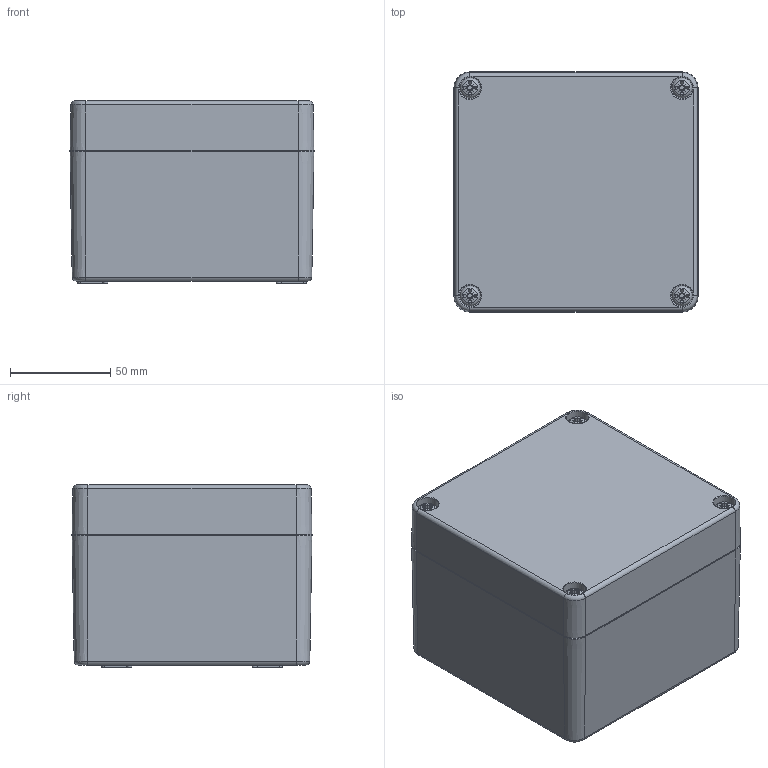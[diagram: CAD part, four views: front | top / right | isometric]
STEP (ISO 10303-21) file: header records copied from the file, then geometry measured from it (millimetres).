
FILE_DESCRIPTION((''),'2;1');
FILE_NAME('0201101100-MBP_121290_VE.stp','2015-08-26T13:57:40',('robin.rentz'),(''),'Autodesk Inventor 2012','Autodesk Inventor 2012','');
FILE_SCHEMA(('AUTOMOTIVE_DESIGN { 1 2 10303 214 0 1 1 1 }'));
Length unit declared in the file: millimetre
Products named in the file (5): 0201101100-MBP_121290_VE; 0201101100-UT_121290_VE; 0201101100-OT_121290_VE; Schraube BM 6x30; xxx-O-Ring-MBP_121290
Assembly tree (7 placements, depth 2):
  0201101100-MBP_121290_VE
    0201101100-UT_121290_VE
    0201101100-OT_121290_VE
    Schraube BM 6x30  x4
    xxx-O-Ring-MBP_121290
Bounding box: 121.99 x 119.99 x 91 mm (x, y, z)
Volume: 386762.4 mm3; surface area: 155980.7 mm2
Topology: 7 solids, 7 shells, 1347 faces, 3348 edges, 2065 vertices
Faces by surface type: plane 448, cylinder 290, torus 244, bspline 232, cone 129, sphere 4
Full cylindrical faces by diameter (mm): 4.917 x10, 5 x4, 6 x8, 6.5 x4, 7 x8, 9 x4, 10 x4, 11 x8
Entity records: 37488 total; most frequent: CARTESIAN_POINT 10079, ORIENTED_EDGE 5766, DIRECTION 5296, EDGE_CURVE 2883, AXIS2_PLACEMENT_3D 1936, VERTEX_POINT 1835, VECTOR 1424, LINE 1424
